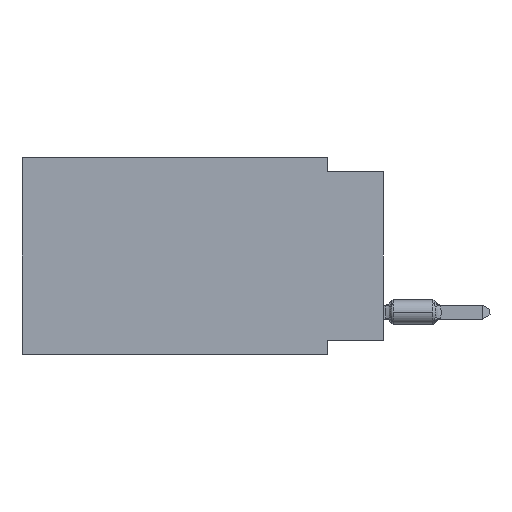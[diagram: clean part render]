
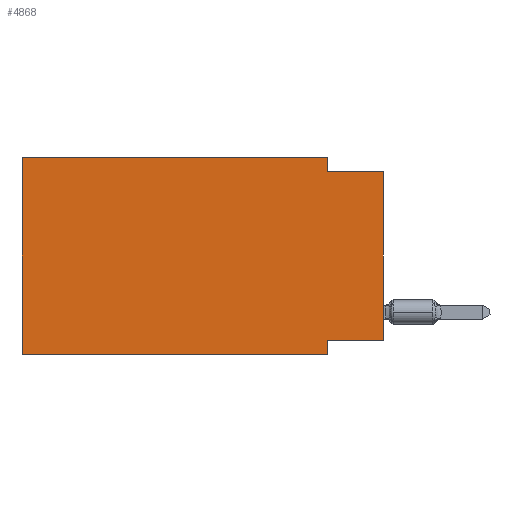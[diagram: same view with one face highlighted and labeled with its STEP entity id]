
A CAD part, left-side view. The second image highlights one B-rep face of the part: STEP entity #4868.
In plain terms, the highlighted planar face has unit normal (-1, 0, 0).
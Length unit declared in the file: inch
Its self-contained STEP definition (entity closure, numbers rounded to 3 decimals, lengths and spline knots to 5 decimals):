
#293 = CARTESIAN_POINT ( 'NONE',  ( 0., 0., 0. ) ) ;
#424 = DIRECTION ( 'NONE',  ( 0., 0., -1. ) ) ;
#1008 = CARTESIAN_POINT ( 'NONE',  ( 0., 0.1, -0.35 ) ) ;
#1084 = LINE ( 'NONE', #9185, #13624 ) ;
#1309 = CARTESIAN_POINT ( 'NONE',  ( 0., 0.645, 0. ) ) ;
#1415 = EDGE_CURVE ( 'NONE', #4758, #11051, #6004, .T. ) ;
#1571 = DIRECTION ( 'NONE',  ( 0., 0., 1. ) ) ;
#1621 = VECTOR ( 'NONE', #7650, 39.37008 ) ;
#1737 = VERTEX_POINT ( 'NONE', #6052 ) ;
#1763 = EDGE_CURVE ( 'NONE', #6098, #14102, #10634, .T. ) ;
#2225 = DIRECTION ( 'NONE',  ( 0., 0., -1. ) ) ;
#2745 = CARTESIAN_POINT ( 'NONE',  ( 0., 0., -0.325 ) ) ;
#3226 = LINE ( 'NONE', #13563, #1621 ) ;
#3532 = VERTEX_POINT ( 'NONE', #4388 ) ;
#3537 = LINE ( 'NONE', #8101, #11182 ) ;
#3980 = EDGE_CURVE ( 'NONE', #5131, #12091, #3226, .T. ) ;
#4196 = CARTESIAN_POINT ( 'NONE',  ( 0., 0., -0.025 ) ) ;
#4324 = ORIENTED_EDGE ( 'NONE', *, *, #1763, .F. ) ;
#4388 = CARTESIAN_POINT ( 'NONE',  ( 0., 0.1, -0.025 ) ) ;
#4758 = VERTEX_POINT ( 'NONE', #2745 ) ;
#4868 = ADVANCED_FACE ( 'NONE', ( #9576 ), #13316, .F. ) ;
#4974 = EDGE_CURVE ( 'NONE', #4758, #6098, #5658, .T. ) ;
#5131 = VERTEX_POINT ( 'NONE', #1309 ) ;
#5658 = LINE ( 'NONE', #7694, #13368 ) ;
#5747 = VECTOR ( 'NONE', #12396, 39.37008 ) ;
#6004 = LINE ( 'NONE', #293, #9948 ) ;
#6045 = ORIENTED_EDGE ( 'NONE', *, *, #1415, .T. ) ;
#6052 = CARTESIAN_POINT ( 'NONE',  ( 0., 0.645, -0.35 ) ) ;
#6098 = VERTEX_POINT ( 'NONE', #7766 ) ;
#7202 = ORIENTED_EDGE ( 'NONE', *, *, #8904, .F. ) ;
#7620 = DIRECTION ( 'NONE',  ( 0., 0., -1. ) ) ;
#7650 = DIRECTION ( 'NONE',  ( 0., -1., 0. ) ) ;
#7694 = CARTESIAN_POINT ( 'NONE',  ( 0., 0., -0.325 ) ) ;
#7766 = CARTESIAN_POINT ( 'NONE',  ( 0., 0.1, -0.325 ) ) ;
#8019 = DIRECTION ( 'NONE',  ( 0., -1., 0. ) ) ;
#8101 = CARTESIAN_POINT ( 'NONE',  ( 0., 0., -0.025 ) ) ;
#8341 = EDGE_CURVE ( 'NONE', #3532, #11051, #3537, .T. ) ;
#8512 = ORIENTED_EDGE ( 'NONE', *, *, #8341, .F. ) ;
#8883 = ORIENTED_EDGE ( 'NONE', *, *, #4974, .F. ) ;
#8904 = EDGE_CURVE ( 'NONE', #1737, #5131, #14366, .T. ) ;
#9185 = CARTESIAN_POINT ( 'NONE',  ( 0., 0.1, 0. ) ) ;
#9274 = VECTOR ( 'NONE', #10560, 39.37008 ) ;
#9283 = CARTESIAN_POINT ( 'NONE',  ( 0., 0.645, 0. ) ) ;
#9576 = FACE_OUTER_BOUND ( 'NONE', #14108, .T. ) ;
#9904 = CARTESIAN_POINT ( 'NONE',  ( 0., 0.1, 0. ) ) ;
#9948 = VECTOR ( 'NONE', #1571, 39.37008 ) ;
#10272 = EDGE_CURVE ( 'NONE', #12091, #3532, #1084, .T. ) ;
#10441 = ORIENTED_EDGE ( 'NONE', *, *, #10272, .F. ) ;
#10560 = DIRECTION ( 'NONE',  ( 0., 0., 1. ) ) ;
#10634 = LINE ( 'NONE', #10978, #13072 ) ;
#10710 = AXIS2_PLACEMENT_3D ( 'NONE', #11222, #14681, #7620 ) ;
#10978 = CARTESIAN_POINT ( 'NONE',  ( 0., 0.1, -0.35 ) ) ;
#11051 = VERTEX_POINT ( 'NONE', #4196 ) ;
#11182 = VECTOR ( 'NONE', #8019, 39.37008 ) ;
#11222 = CARTESIAN_POINT ( 'NONE',  ( 0., 0.645, 0. ) ) ;
#12091 = VERTEX_POINT ( 'NONE', #9904 ) ;
#12175 = CARTESIAN_POINT ( 'NONE',  ( 0., 0.645, -0.35 ) ) ;
#12273 = DIRECTION ( 'NONE',  ( 0., 1., 0. ) ) ;
#12396 = DIRECTION ( 'NONE',  ( 0., -1., 0. ) ) ;
#12747 = ORIENTED_EDGE ( 'NONE', *, *, #12775, .T. ) ;
#12775 = EDGE_CURVE ( 'NONE', #1737, #14102, #14590, .T. ) ;
#13072 = VECTOR ( 'NONE', #424, 39.37008 ) ;
#13312 = ORIENTED_EDGE ( 'NONE', *, *, #3980, .F. ) ;
#13316 = PLANE ( 'NONE',  #10710 ) ;
#13368 = VECTOR ( 'NONE', #12273, 39.37008 ) ;
#13563 = CARTESIAN_POINT ( 'NONE',  ( 0., 0.645, 0. ) ) ;
#13624 = VECTOR ( 'NONE', #2225, 39.37008 ) ;
#14102 = VERTEX_POINT ( 'NONE', #1008 ) ;
#14108 = EDGE_LOOP ( 'NONE', ( #6045, #8512, #10441, #13312, #7202, #12747, #4324, #8883 ) ) ;
#14366 = LINE ( 'NONE', #9283, #9274 ) ;
#14590 = LINE ( 'NONE', #12175, #5747 ) ;
#14681 = DIRECTION ( 'NONE',  ( 1., 0., 0. ) ) ;
